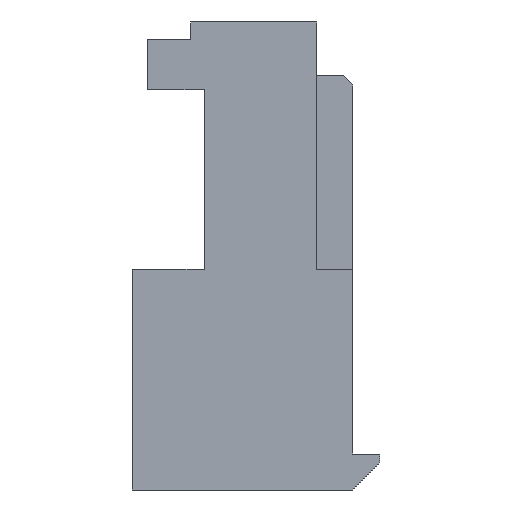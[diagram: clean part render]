
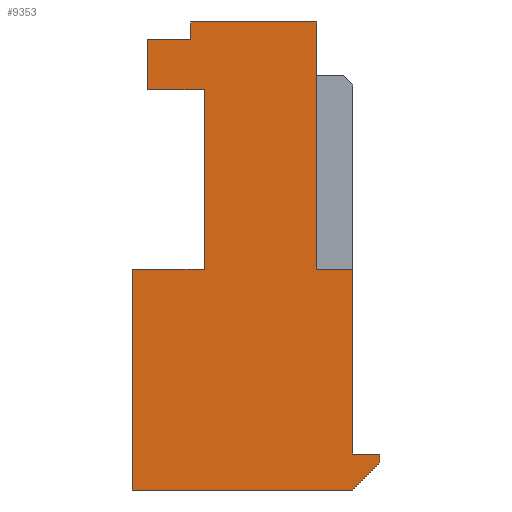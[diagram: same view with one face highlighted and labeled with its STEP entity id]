
A CAD part, left-side view. The second image highlights one B-rep face of the part: STEP entity #9353.
In plain terms, the highlighted planar face has unit normal (-1, 0, 0).
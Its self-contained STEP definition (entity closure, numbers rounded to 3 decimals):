
#72=DIRECTION('',(0.,0.,-1.));
#73=VECTOR('',#72,1.422);
#74=CARTESIAN_POINT('',(-8.89,2.921,-0.483));
#75=LINE('',#74,#73);
#76=DIRECTION('',(0.,1.,0.));
#77=VECTOR('',#76,1.219);
#78=CARTESIAN_POINT('',(-8.89,1.702,-0.483));
#79=LINE('',#78,#77);
#80=DIRECTION('',(0.,0.,-1.));
#81=VECTOR('',#80,0.483);
#82=CARTESIAN_POINT('',(-8.89,1.702,0.));
#83=LINE('',#82,#81);
#84=DIRECTION('',(0.,-1.,0.));
#85=VECTOR('',#84,1.016);
#86=CARTESIAN_POINT('',(-8.89,-1.854,-6.985));
#87=LINE('',#86,#85);
#88=DIRECTION('',(0.,0.,-1.));
#89=VECTOR('',#88,5.207);
#90=CARTESIAN_POINT('',(-8.89,-2.87,-6.985));
#91=LINE('',#90,#89);
#92=DIRECTION('',(0.,-1.,0.));
#93=VECTOR('',#92,0.762);
#94=CARTESIAN_POINT('',(-8.89,-2.87,-12.192));
#95=LINE('',#94,#93);
#96=DIRECTION('',(0.,0.,-1.));
#97=VECTOR('',#96,0.254);
#98=CARTESIAN_POINT('',(-8.89,-3.632,-12.192));
#99=LINE('',#98,#97);
#100=DIRECTION('',(0.,0.707,-0.707));
#101=VECTOR('',#100,1.078);
#102=CARTESIAN_POINT('',(-8.89,-3.632,-12.446));
#103=LINE('',#102,#101);
#104=DIRECTION('',(0.,1.,0.));
#105=VECTOR('',#104,6.223);
#106=CARTESIAN_POINT('',(-8.89,-2.87,-13.208));
#107=LINE('',#106,#105);
#108=DIRECTION('',(0.,0.,1.));
#109=VECTOR('',#108,6.223);
#110=CARTESIAN_POINT('',(-8.89,3.353,-13.208));
#111=LINE('',#110,#109);
#112=DIRECTION('',(0.,-1.,0.));
#113=VECTOR('',#112,2.032);
#114=CARTESIAN_POINT('',(-8.89,3.353,-6.985));
#115=LINE('',#114,#113);
#116=DIRECTION('',(0.,0.,1.));
#117=VECTOR('',#116,5.08);
#118=CARTESIAN_POINT('',(-8.89,1.321,-6.985));
#119=LINE('',#118,#117);
#128=DIRECTION('',(0.,-1.,0.));
#129=VECTOR('',#128,1.6);
#130=CARTESIAN_POINT('',(-8.89,2.921,-1.905));
#131=LINE('',#130,#129);
#308=DIRECTION('',(0.,1.,0.));
#309=VECTOR('',#308,3.556);
#310=CARTESIAN_POINT('',(-8.89,-1.854,0.));
#311=LINE('',#310,#309);
#840=DIRECTION('',(0.,0.,1.));
#841=VECTOR('',#840,6.985);
#842=CARTESIAN_POINT('',(-8.89,-1.854,-6.985));
#843=LINE('',#842,#841);
#7080=CARTESIAN_POINT('',(-8.89,-1.854,0.));
#7082=VERTEX_POINT('',#7080);
#7084=CARTESIAN_POINT('',(-8.89,-2.87,-12.192));
#7085=CARTESIAN_POINT('',(-8.89,-3.632,-12.192));
#7086=VERTEX_POINT('',#7084);
#7087=VERTEX_POINT('',#7085);
#7088=CARTESIAN_POINT('',(-8.89,-3.632,-12.446));
#7089=VERTEX_POINT('',#7088);
#7090=CARTESIAN_POINT('',(-8.89,-2.87,-13.208));
#7091=VERTEX_POINT('',#7090);
#7092=CARTESIAN_POINT('',(-8.89,3.353,-13.208));
#7093=VERTEX_POINT('',#7092);
#7094=CARTESIAN_POINT('',(-8.89,3.353,-6.985));
#7095=VERTEX_POINT('',#7094);
#7096=CARTESIAN_POINT('',(-8.89,1.321,-6.985));
#7097=VERTEX_POINT('',#7096);
#7164=CARTESIAN_POINT('',(-8.89,1.321,-1.905));
#7165=VERTEX_POINT('',#7164);
#7258=CARTESIAN_POINT('',(-8.89,-1.854,-6.985));
#7259=CARTESIAN_POINT('',(-8.89,-2.87,-6.985));
#7260=VERTEX_POINT('',#7258);
#7261=VERTEX_POINT('',#7259);
#7462=CARTESIAN_POINT('',(-8.89,1.702,0.));
#7463=CARTESIAN_POINT('',(-8.89,1.702,-0.483));
#7464=VERTEX_POINT('',#7462);
#7465=VERTEX_POINT('',#7463);
#7466=CARTESIAN_POINT('',(-8.89,2.921,-0.483));
#7467=VERTEX_POINT('',#7466);
#7468=CARTESIAN_POINT('',(-8.89,2.921,-1.905));
#7469=VERTEX_POINT('',#7468);
#9316=CARTESIAN_POINT('',(-8.89,0.,0.));
#9317=DIRECTION('',(1.,0.,0.));
#9318=DIRECTION('',(0.,0.,-1.));
#9319=AXIS2_PLACEMENT_3D('',#9316,#9317,#9318);
#9320=PLANE('',#9319);
#9322=ORIENTED_EDGE('',*,*,#9321,.F.);
#9324=ORIENTED_EDGE('',*,*,#9323,.F.);
#9326=ORIENTED_EDGE('',*,*,#9325,.F.);
#9328=ORIENTED_EDGE('',*,*,#9327,.F.);
#9330=ORIENTED_EDGE('',*,*,#9329,.F.);
#9332=ORIENTED_EDGE('',*,*,#9331,.F.);
#9334=ORIENTED_EDGE('',*,*,#9333,.T.);
#9336=ORIENTED_EDGE('',*,*,#9335,.T.);
#9338=ORIENTED_EDGE('',*,*,#9337,.T.);
#9340=ORIENTED_EDGE('',*,*,#9339,.T.);
#9342=ORIENTED_EDGE('',*,*,#9341,.T.);
#9344=ORIENTED_EDGE('',*,*,#9343,.T.);
#9346=ORIENTED_EDGE('',*,*,#9345,.T.);
#9348=ORIENTED_EDGE('',*,*,#9347,.T.);
#9350=ORIENTED_EDGE('',*,*,#9349,.T.);
#9351=EDGE_LOOP('',(#9322,#9324,#9326,#9328,#9330,#9332,#9334,#9336,#9338,#9340,
#9342,#9344,#9346,#9348,#9350));
#9352=FACE_OUTER_BOUND('',#9351,.F.);
#9353=ADVANCED_FACE('',(#9352),#9320,.F.);
#9321=EDGE_CURVE('',#7469,#7165,#131,.T.);
#9323=EDGE_CURVE('',#7467,#7469,#75,.T.);
#9325=EDGE_CURVE('',#7465,#7467,#79,.T.);
#9327=EDGE_CURVE('',#7464,#7465,#83,.T.);
#9329=EDGE_CURVE('',#7082,#7464,#311,.T.);
#9331=EDGE_CURVE('',#7260,#7082,#843,.T.);
#9333=EDGE_CURVE('',#7260,#7261,#87,.T.);
#9335=EDGE_CURVE('',#7261,#7086,#91,.T.);
#9337=EDGE_CURVE('',#7086,#7087,#95,.T.);
#9339=EDGE_CURVE('',#7087,#7089,#99,.T.);
#9341=EDGE_CURVE('',#7089,#7091,#103,.T.);
#9343=EDGE_CURVE('',#7091,#7093,#107,.T.);
#9345=EDGE_CURVE('',#7093,#7095,#111,.T.);
#9347=EDGE_CURVE('',#7095,#7097,#115,.T.);
#9349=EDGE_CURVE('',#7097,#7165,#119,.T.);
